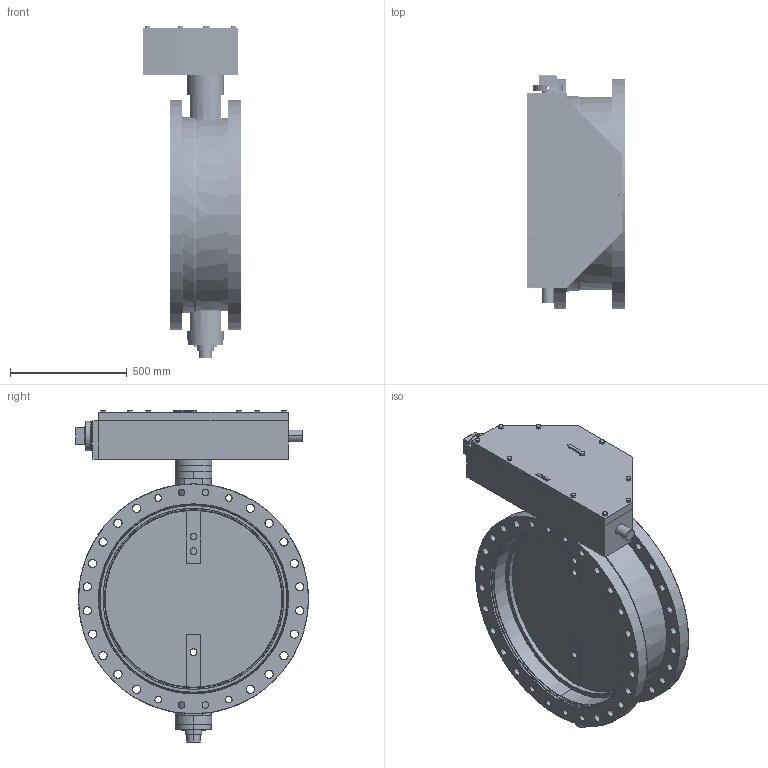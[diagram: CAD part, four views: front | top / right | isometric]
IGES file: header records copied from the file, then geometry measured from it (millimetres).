
Start section: SolidWorks IGES file using analytic representation for surfaces
Global section: file name: Class 250II FL x FL-30-Inch-NUT.igs; native system: SolidWorks 2014; preprocessor: SolidWorks 2014; author: PRINCE; date: 170426.233424; units: inch
Bounding box: 419.1 x 996.95 x 1420.81 mm (x, y, z)
Surface area: 7300522.8 mm2 (no closed solid volume)
Topology: 0 solids, 0 shells, 2286 faces, 24535 edges, 24516 vertices
Faces by surface type: revolution 1932, bspline 354
